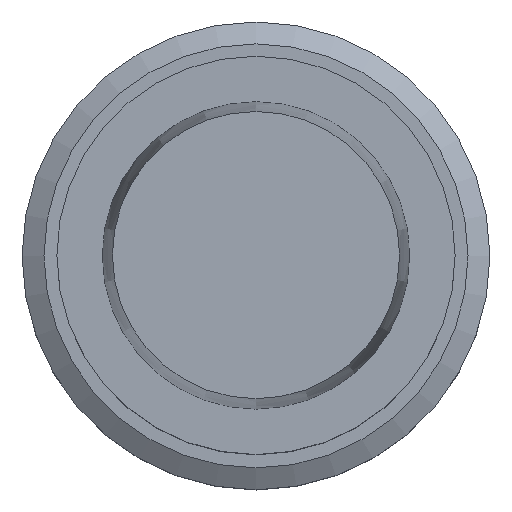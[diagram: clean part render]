
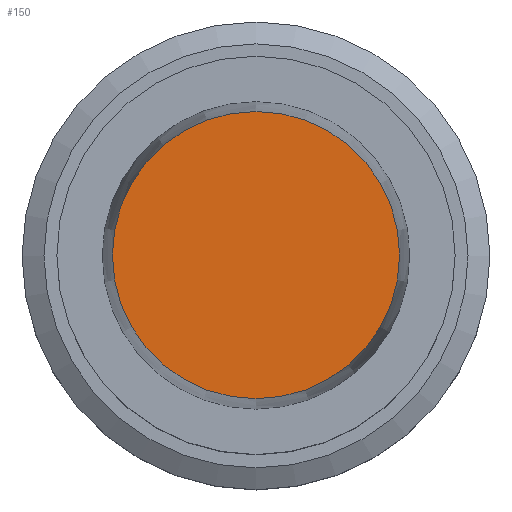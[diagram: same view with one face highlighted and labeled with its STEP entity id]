
A CAD part, top view. The second image highlights one B-rep face of the part: STEP entity #150.
In plain terms, the highlighted planar face has unit normal (0, 0, 1).
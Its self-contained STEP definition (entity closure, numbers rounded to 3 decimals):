
#114=EDGE_CURVE('Unnamed[1]',#255,#255,#256,.T.);
#150=ADVANCED_FACE('Unnamed[1]',(#312),#313,.T.);
#255=VERTEX_POINT('',#431);
#256=CIRCLE('',#432,22.715);
#312=FACE_OUTER_BOUND('',#502,.T.);
#313=PLANE('',#503);
#431=CARTESIAN_POINT('',(0.,22.715,32.0));
#432=AXIS2_PLACEMENT_3D('',#607,#608,#609);
#502=EDGE_LOOP('',(#671));
#503=AXIS2_PLACEMENT_3D('',#672,#673,#674);
#607=CARTESIAN_POINT('',(0.,0.,32.0));
#608=DIRECTION('',(0.,0.,-1.0));
#609=DIRECTION('',(0.,1.0,0.));
#671=ORIENTED_EDGE('',*,*,#114,.F.);
#672=CARTESIAN_POINT('',(0.,11.358,32.0));
#673=DIRECTION('',(0.,0.,1.0));
#674=DIRECTION('',(0.,-1.0,0.));
